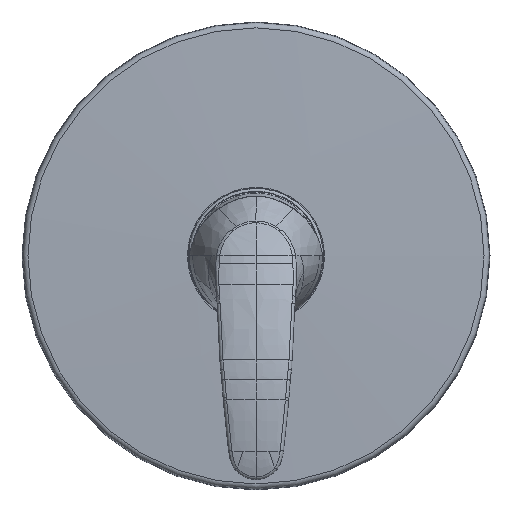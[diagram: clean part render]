
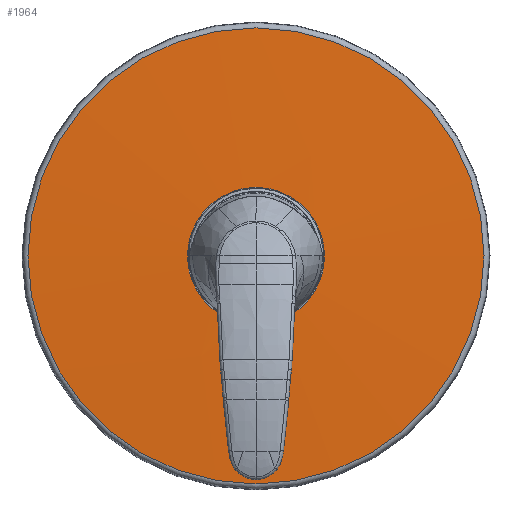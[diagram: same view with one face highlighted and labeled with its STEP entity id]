
A CAD part, top view. The second image highlights one B-rep face of the part: STEP entity #1964.
In plain terms, the highlighted spherical face has radius 1892 mm.
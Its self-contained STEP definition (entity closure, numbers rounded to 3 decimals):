
#389 = AXIS2_PLACEMENT_3D ( 'NONE', #6285, #5776, #5747 ) ;
#1145 = DIRECTION ( 'NONE',  ( 0., 0., -1. ) ) ;
#1240 = EDGE_CURVE ( 'NONE', #2206, #2206, #4041, .T. ) ;
#1964 = ADVANCED_FACE ( 'NONE', ( #2942, #2948 ), #2923, .T. ) ;
#2006 = DIRECTION ( 'NONE',  ( 0.878, -0.479, 0. ) ) ;
#2140 = VERTEX_POINT ( 'NONE', #6525 ) ;
#2206 = VERTEX_POINT ( 'NONE', #4034 ) ;
#2400 = ORIENTED_EDGE ( 'NONE', *, *, #1240, .F. ) ;
#2429 = CIRCLE ( 'NONE', #3001, 24.9 ) ;
#2923 = SPHERICAL_SURFACE ( 'NONE', #7425, 1892. ) ;
#2942 = FACE_OUTER_BOUND ( 'NONE', #5313, .T. ) ;
#2948 = FACE_OUTER_BOUND ( 'NONE', #5883, .T. ) ;
#3001 = AXIS2_PLACEMENT_3D ( 'NONE', #5194, #1145, #5811 ) ;
#4034 = CARTESIAN_POINT ( 'NONE',  ( 82.834, 0., 12.186 ) ) ;
#4041 = CIRCLE ( 'NONE', #389, 82.834 ) ;
#5194 = CARTESIAN_POINT ( 'NONE',  ( 0., 0., 13.836 ) ) ;
#5240 = EDGE_CURVE ( 'NONE', #2140, #2140, #2429, .T. ) ;
#5313 = EDGE_LOOP ( 'NONE', ( #2400 ) ) ;
#5747 = DIRECTION ( 'NONE',  ( 1., 0., 0. ) ) ;
#5776 = DIRECTION ( 'NONE',  ( 0., 0., -1. ) ) ;
#5811 = DIRECTION ( 'NONE',  ( -1., 0., 0. ) ) ;
#5883 = EDGE_LOOP ( 'NONE', ( #8052 ) ) ;
#6285 = CARTESIAN_POINT ( 'NONE',  ( 0., 0., 12.186 ) ) ;
#6525 = CARTESIAN_POINT ( 'NONE',  ( -24.9, 0., 13.836 ) ) ;
#7102 = CARTESIAN_POINT ( 'NONE',  ( 0., 0., -1878. ) ) ;
#7425 = AXIS2_PLACEMENT_3D ( 'NONE', #7102, #2006, #7679 ) ;
#7679 = DIRECTION ( 'NONE',  ( 0.479, 0.878, 0. ) ) ;
#8052 = ORIENTED_EDGE ( 'NONE', *, *, #5240, .T. ) ;
